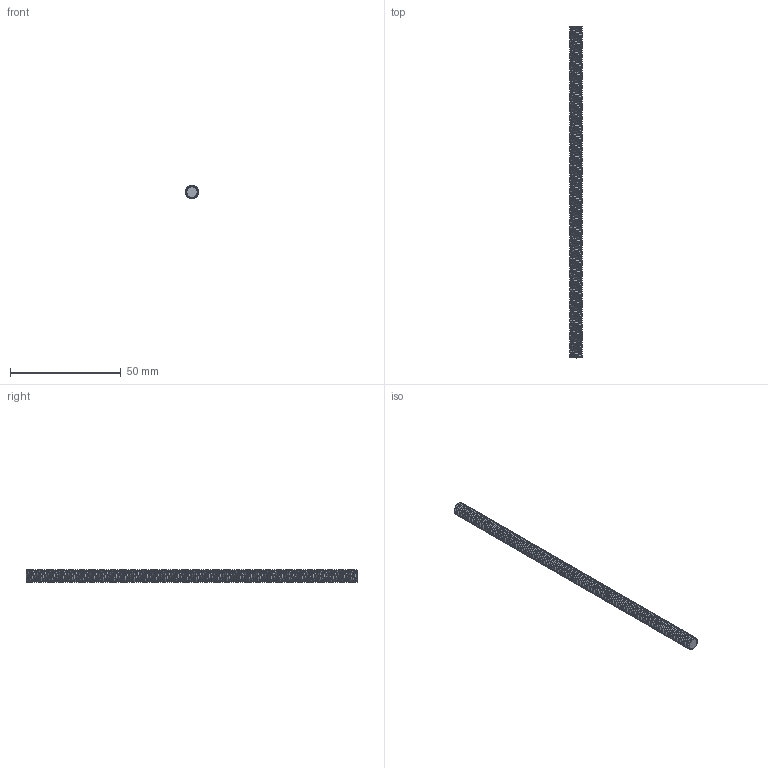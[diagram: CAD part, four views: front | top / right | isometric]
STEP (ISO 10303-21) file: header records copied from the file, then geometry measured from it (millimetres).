
FILE_DESCRIPTION(/* description */ (''),/* implementation_level */ '2;1');
FILE_NAME(/* name */ 'Threaded Rod Representation v2.step',/* time_stamp */ '2019-01-08T22:32:14+00:00',/* author */ (''),/* organization */ (''),/* preprocessor_version */ 'ST-DEVELOPER v17.2',/* originating_system */ 'Autodesk Translation Framework v7.6.0.251',/* authorisation */ '');
FILE_SCHEMA (('AUTOMOTIVE_DESIGN { 1 0 10303 214 3 1 1 }'));
Length unit declared in the file: millimetre
Products named in the file (1): Threaded Rod
Bounding box: 5.89 x 150 x 5.89 mm (x, y, z)
Volume: 3817.6 mm3; surface area: 4772.3 mm2
Topology: 1 solids, 1 shells, 350 faces, 958 edges, 610 vertices
Faces by surface type: cylinder 346, bspline 2, plane 2
Full cylindrical faces by diameter (mm): 4.744 x172, 5.884 x170
Entity records: 27652 total; most frequent: CARTESIAN_POINT 20013, ORIENTED_EDGE 1916, DIRECTION 1054, EDGE_CURVE 958, VERTEX_POINT 610, B_SPLINE_CURVE_WITH_KNOTS 608, AXIS2_PLACEMENT_3D 355, FACE_OUTER_BOUND 350
